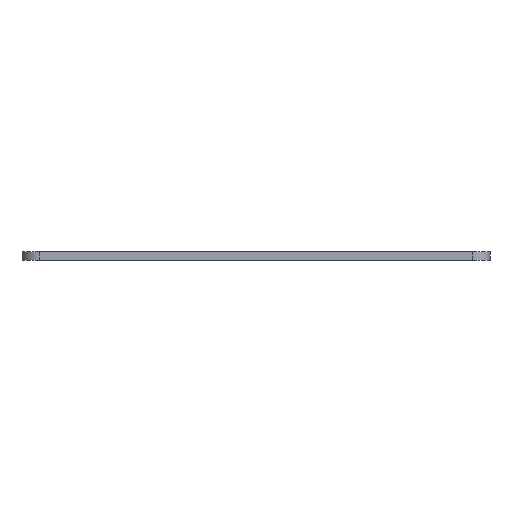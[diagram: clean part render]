
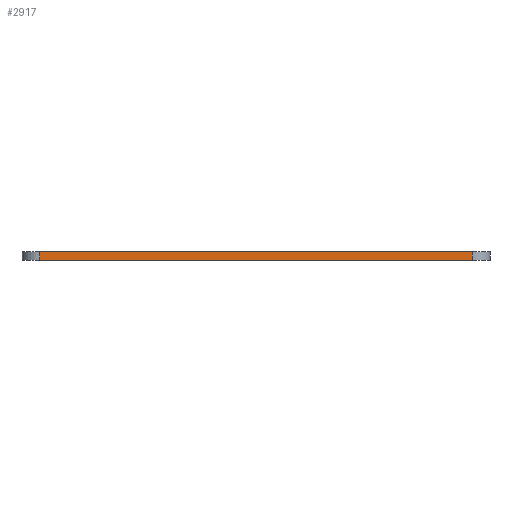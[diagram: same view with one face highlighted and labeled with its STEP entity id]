
A CAD part, front view. The second image highlights one B-rep face of the part: STEP entity #2917.
In plain terms, the highlighted planar face has unit normal (0, -1, 0).
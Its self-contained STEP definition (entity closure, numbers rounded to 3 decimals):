
#102=PLANE('',#3209);
#237=FACE_OUTER_BOUND('',#423,.T.);
#423=EDGE_LOOP('',(#2585,#2586,#2587,#2588));
#628=LINE('',#4668,#908);
#665=LINE('',#4768,#945);
#726=LINE('',#4919,#1006);
#727=LINE('',#4921,#1007);
#908=VECTOR('',#3754,10.);
#945=VECTOR('',#3847,10.);
#1006=VECTOR('',#4022,10.);
#1007=VECTOR('',#4025,10.);
#1379=VERTEX_POINT('',#4666);
#1380=VERTEX_POINT('',#4667);
#1414=VERTEX_POINT('',#4766);
#1415=VERTEX_POINT('',#4767);
#1710=EDGE_CURVE('',#1379,#1380,#628,.F.);
#1774=EDGE_CURVE('',#1414,#1415,#665,.F.);
#1862=EDGE_CURVE('',#1415,#1380,#726,.T.);
#1863=EDGE_CURVE('',#1379,#1414,#727,.T.);
#2585=ORIENTED_EDGE('',*,*,#1862,.F.);
#2586=ORIENTED_EDGE('',*,*,#1774,.F.);
#2587=ORIENTED_EDGE('',*,*,#1863,.F.);
#2588=ORIENTED_EDGE('',*,*,#1710,.T.);
#2917=ADVANCED_FACE('',(#237),#102,.T.);
#3209=AXIS2_PLACEMENT_3D('',#4920,#4023,#4024);
#3754=DIRECTION('',(1.,0.,0.));
#3847=DIRECTION('',(1.,0.,0.));
#4022=DIRECTION('',(0.,0.,1.));
#4023=DIRECTION('center_axis',(0.,-1.,0.));
#4024=DIRECTION('ref_axis',(-1.,0.,0.));
#4025=DIRECTION('',(0.,0.,-1.));
#4666=CARTESIAN_POINT('',(75.151,-102.651,6.5));
#4667=CARTESIAN_POINT('',(1.049,-102.651,6.5));
#4668=CARTESIAN_POINT('',(57.15,-102.651,6.5));
#4766=CARTESIAN_POINT('',(75.151,-102.651,5.));
#4767=CARTESIAN_POINT('',(1.049,-102.651,5.));
#4768=CARTESIAN_POINT('',(57.15,-102.651,5.));
#4919=CARTESIAN_POINT('',(1.049,-102.651,6.5));
#4920=CARTESIAN_POINT('Origin',(76.2,-102.651,6.5));
#4921=CARTESIAN_POINT('',(75.151,-102.651,6.5));
